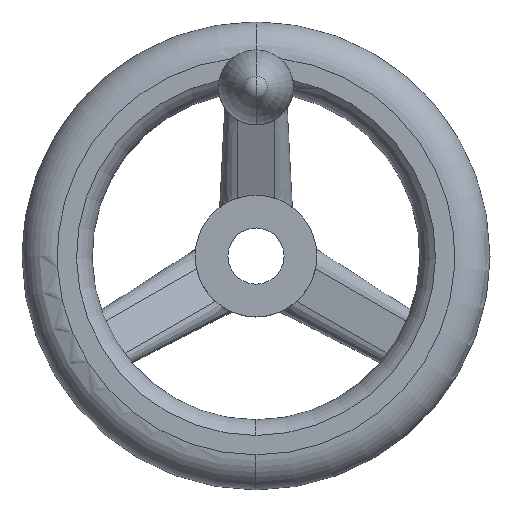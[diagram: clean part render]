
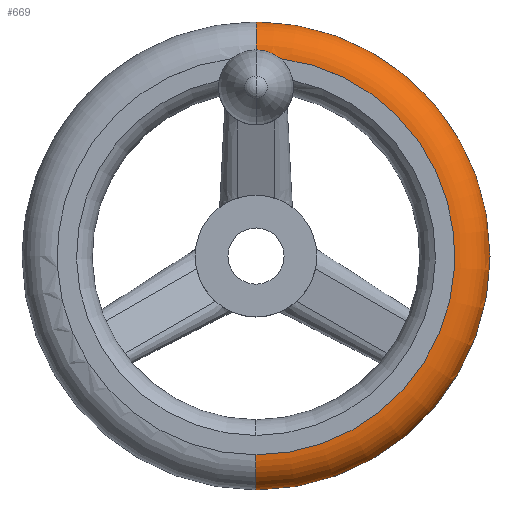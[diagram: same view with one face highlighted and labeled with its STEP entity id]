
A CAD part, top view. The second image highlights one B-rep face of the part: STEP entity #669.
In plain terms, the highlighted toroidal (fillet/blend) face has major radius 42.5 mm and minor radius 7.5 mm.
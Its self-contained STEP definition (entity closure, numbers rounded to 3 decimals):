
#379=EDGE_CURVE('',#469,#443,#876,.T.);
#403=VERTEX_POINT('',#904);
#443=VERTEX_POINT('',#949);
#469=VERTEX_POINT('',#976);
#477=VERTEX_POINT('',#984);
#517=EDGE_CURVE('',#403,#477,#1025,.T.);
#583=EDGE_CURVE('',#477,#469,#1097,.T.);
#609=VERTEX_POINT('',#1128);
#663=EDGE_CURVE('',#443,#609,#1186,.T.);
#669=ADVANCED_FACE('',(#1192),#1193,.T.);
#689=EDGE_CURVE('',#609,#403,#1215,.T.);
#876=CIRCLE('',#1557,50.0);
#904=CARTESIAN_POINT('',(5.058,42.198,33.));
#949=CARTESIAN_POINT('',(0.,50.,25.5));
#976=CARTESIAN_POINT('',(0.,-50.0,25.5));
#984=CARTESIAN_POINT('',(0.,-42.5,33.0));
#1025=CIRCLE('',#1877,42.5);
#1097=CIRCLE('',#1987,7.5);
#1128=CARTESIAN_POINT('',(0.,42.5,33.0));
#1186=CIRCLE('',#2242,7.5);
#1192=FACE_OUTER_BOUND('',#2280,.T.);
#1193=TOROIDAL_SURFACE('',#2281,42.5,7.5);
#1215=CIRCLE('',#2321,42.5);
#1557=AXIS2_PLACEMENT_3D('',#2571,#2572,#2573);
#1877=AXIS2_PLACEMENT_3D('',#2717,#2718,#2719);
#1987=AXIS2_PLACEMENT_3D('',#2806,#2807,#2808);
#2242=AXIS2_PLACEMENT_3D('',#2910,#2911,#2912);
#2280=EDGE_LOOP('',(#2914,#2915,#2916,#2917,#2918));
#2281=AXIS2_PLACEMENT_3D('',#2919,#2920,#2921);
#2321=AXIS2_PLACEMENT_3D('',#2952,#2953,#2954);
#2571=CARTESIAN_POINT('',(0.,0.,25.5));
#2572=DIRECTION('',(0.,0.,1.0));
#2573=DIRECTION('',(1.0,0.0,0.));
#2717=CARTESIAN_POINT('',(0.,0.,33.0));
#2718=DIRECTION('',(0.,0.,-1.0));
#2719=DIRECTION('',(0.,1.0,0.));
#2806=CARTESIAN_POINT('',(0.,-42.5,25.5));
#2807=DIRECTION('',(1.0,0.,0.));
#2808=DIRECTION('',(0.,-1.0,0.));
#2910=CARTESIAN_POINT('',(0.,42.5,25.5));
#2911=DIRECTION('',(1.0,0.,0.));
#2912=DIRECTION('',(0.,1.0,0.));
#2914=ORIENTED_EDGE('',*,*,#379,.T.);
#2915=ORIENTED_EDGE('',*,*,#663,.T.);
#2916=ORIENTED_EDGE('',*,*,#689,.T.);
#2917=ORIENTED_EDGE('',*,*,#517,.T.);
#2918=ORIENTED_EDGE('',*,*,#583,.T.);
#2919=CARTESIAN_POINT('',(0.,0.,25.5));
#2920=DIRECTION('',(0.,0.,1.0));
#2921=DIRECTION('',(0.,1.0,0.0));
#2952=CARTESIAN_POINT('',(0.,0.,33.0));
#2953=DIRECTION('',(0.,0.,-1.0));
#2954=DIRECTION('',(0.,1.0,0.));
